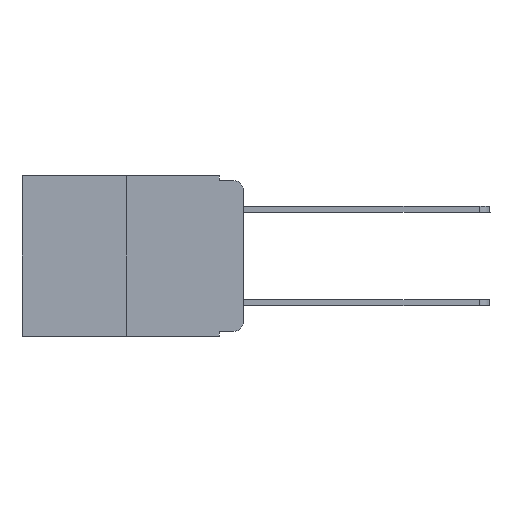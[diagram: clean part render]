
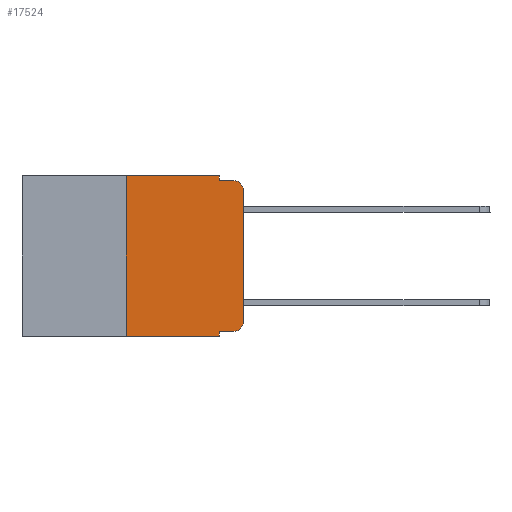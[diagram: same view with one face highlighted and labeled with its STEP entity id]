
A CAD part, left-side view. The second image highlights one B-rep face of the part: STEP entity #17524.
In plain terms, the highlighted planar face has unit normal (-1, 0, 0).
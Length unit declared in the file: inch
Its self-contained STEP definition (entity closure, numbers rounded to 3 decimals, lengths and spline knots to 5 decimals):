
#249 = EDGE_CURVE ( 'NONE', #16804, #23245, #21282, .T. ) ;
#301 = DIRECTION ( 'NONE',  ( 0., 0., 1. ) ) ;
#439 = CARTESIAN_POINT ( 'NONE',  ( 0., 0.02, -0.01 ) ) ;
#760 = VERTEX_POINT ( 'NONE', #5897 ) ;
#1068 = LINE ( 'NONE', #3919, #10478 ) ;
#1130 = DIRECTION ( 'NONE',  ( 0., 0., -1. ) ) ;
#1920 = CARTESIAN_POINT ( 'NONE',  ( 0., 0.473, -0.343 ) ) ;
#2234 = LINE ( 'NONE', #12460, #2566 ) ;
#2566 = VECTOR ( 'NONE', #22506, 39.37008 ) ;
#2756 = CARTESIAN_POINT ( 'NONE',  ( 0., 0.02, -0.03 ) ) ;
#2950 = DIRECTION ( 'NONE',  ( 0., 0., -1. ) ) ;
#3231 = EDGE_CURVE ( 'NONE', #16370, #8877, #17971, .T. ) ;
#3264 = EDGE_CURVE ( 'NONE', #760, #6424, #1068, .T. ) ;
#3522 = ORIENTED_EDGE ( 'NONE', *, *, #7930, .T. ) ;
#3585 = CARTESIAN_POINT ( 'NONE',  ( 0., 0., -0.03 ) ) ;
#3919 = CARTESIAN_POINT ( 'NONE',  ( 0., 0.051, -0.333 ) ) ;
#4024 = FACE_OUTER_BOUND ( 'NONE', #18713, .T. ) ;
#4166 = DIRECTION ( 'NONE',  ( 0., -1., 0. ) ) ;
#4224 = VECTOR ( 'NONE', #301, 39.37008 ) ;
#4572 = ORIENTED_EDGE ( 'NONE', *, *, #7397, .T. ) ;
#4645 = ORIENTED_EDGE ( 'NONE', *, *, #6975, .F. ) ;
#5054 = EDGE_CURVE ( 'NONE', #25416, #9170, #2234, .T. ) ;
#5268 = LINE ( 'NONE', #13565, #15312 ) ;
#5612 = CARTESIAN_POINT ( 'NONE',  ( 0., 0.473, 0. ) ) ;
#5897 = CARTESIAN_POINT ( 'NONE',  ( 0., 0.051, -0.333 ) ) ;
#6092 = LINE ( 'NONE', #18879, #21420 ) ;
#6229 = CARTESIAN_POINT ( 'NONE',  ( 0., 0.25, -0.343 ) ) ;
#6424 = VERTEX_POINT ( 'NONE', #7857 ) ;
#6774 = DIRECTION ( 'NONE',  ( 0., 0., -1. ) ) ;
#6787 = DIRECTION ( 'NONE',  ( -1., 0., 0. ) ) ;
#6975 = EDGE_CURVE ( 'NONE', #23245, #25416, #5268, .T. ) ;
#7263 = CARTESIAN_POINT ( 'NONE',  ( 0., 0.25, 0. ) ) ;
#7397 = EDGE_CURVE ( 'NONE', #11328, #9607, #24289, .T. ) ;
#7534 = ORIENTED_EDGE ( 'NONE', *, *, #3231, .T. ) ;
#7845 = PLANE ( 'NONE',  #12288 ) ;
#7857 = CARTESIAN_POINT ( 'NONE',  ( 0., 0.02, -0.333 ) ) ;
#7930 = EDGE_CURVE ( 'NONE', #9607, #9170, #24249, .T. ) ;
#8466 = ORIENTED_EDGE ( 'NONE', *, *, #3264, .T. ) ;
#8877 = VERTEX_POINT ( 'NONE', #11825 ) ;
#9170 = VERTEX_POINT ( 'NONE', #439 ) ;
#9190 = EDGE_CURVE ( 'NONE', #760, #8877, #6092, .T. ) ;
#9607 = VERTEX_POINT ( 'NONE', #3585 ) ;
#10478 = VECTOR ( 'NONE', #17928, 39.37008 ) ;
#11218 = CARTESIAN_POINT ( 'NONE',  ( 0., 0.051, -0.01 ) ) ;
#11328 = VERTEX_POINT ( 'NONE', #19236 ) ;
#11825 = CARTESIAN_POINT ( 'NONE',  ( 0., 0.051, -0.343 ) ) ;
#12005 = DIRECTION ( 'NONE',  ( 0., 0., -1. ) ) ;
#12288 = AXIS2_PLACEMENT_3D ( 'NONE', #21669, #23552, #12005 ) ;
#12460 = CARTESIAN_POINT ( 'NONE',  ( 0., 0.051, -0.01 ) ) ;
#12956 = ORIENTED_EDGE ( 'NONE', *, *, #24562, .F. ) ;
#13080 = CARTESIAN_POINT ( 'NONE',  ( 0., 0., 0. ) ) ;
#13565 = CARTESIAN_POINT ( 'NONE',  ( 0., 0.051, 0. ) ) ;
#13706 = DIRECTION ( 'NONE',  ( 0., -1., 0. ) ) ;
#14785 = CARTESIAN_POINT ( 'NONE',  ( 0., 0.02, -0.313 ) ) ;
#15055 = DIRECTION ( 'NONE',  ( 0., 0., 1. ) ) ;
#15233 = LINE ( 'NONE', #16149, #4224 ) ;
#15312 = VECTOR ( 'NONE', #19390, 39.37008 ) ;
#15415 = ORIENTED_EDGE ( 'NONE', *, *, #5054, .F. ) ;
#15683 = VECTOR ( 'NONE', #13706, 39.37008 ) ;
#15694 = CIRCLE ( 'NONE', #21491, 0.02 ) ;
#16149 = CARTESIAN_POINT ( 'NONE',  ( 0., 0.25, 0. ) ) ;
#16370 = VERTEX_POINT ( 'NONE', #6229 ) ;
#16804 = VERTEX_POINT ( 'NONE', #7263 ) ;
#17524 = ADVANCED_FACE ( 'NONE', ( #4024 ), #7845, .F. ) ;
#17597 = ORIENTED_EDGE ( 'NONE', *, *, #21300, .T. ) ;
#17928 = DIRECTION ( 'NONE',  ( 0., -1., 0. ) ) ;
#17971 = LINE ( 'NONE', #1920, #19219 ) ;
#18713 = EDGE_LOOP ( 'NONE', ( #4572, #3522, #15415, #4645, #24681, #12956, #7534, #20515, #8466, #17597 ) ) ;
#18879 = CARTESIAN_POINT ( 'NONE',  ( 0., 0.051, 0. ) ) ;
#19219 = VECTOR ( 'NONE', #4166, 39.37008 ) ;
#19236 = CARTESIAN_POINT ( 'NONE',  ( 0., 0., -0.313 ) ) ;
#19390 = DIRECTION ( 'NONE',  ( 0., 0., -1. ) ) ;
#20515 = ORIENTED_EDGE ( 'NONE', *, *, #9190, .F. ) ;
#21282 = LINE ( 'NONE', #5612, #15683 ) ;
#21300 = EDGE_CURVE ( 'NONE', #6424, #11328, #15694, .T. ) ;
#21420 = VECTOR ( 'NONE', #1130, 39.37008 ) ;
#21491 = AXIS2_PLACEMENT_3D ( 'NONE', #14785, #6787, #2950 ) ;
#21669 = CARTESIAN_POINT ( 'NONE',  ( 0., 0.473, 0. ) ) ;
#21820 = VECTOR ( 'NONE', #15055, 39.37008 ) ;
#22506 = DIRECTION ( 'NONE',  ( 0., -1., 0. ) ) ;
#23245 = VERTEX_POINT ( 'NONE', #23975 ) ;
#23552 = DIRECTION ( 'NONE',  ( 1., 0., 0. ) ) ;
#23975 = CARTESIAN_POINT ( 'NONE',  ( 0., 0.051, 0. ) ) ;
#24249 = CIRCLE ( 'NONE', #25097, 0.02 ) ;
#24289 = LINE ( 'NONE', #13080, #21820 ) ;
#24562 = EDGE_CURVE ( 'NONE', #16370, #16804, #15233, .T. ) ;
#24681 = ORIENTED_EDGE ( 'NONE', *, *, #249, .F. ) ;
#25094 = DIRECTION ( 'NONE',  ( -1., 0., 0. ) ) ;
#25097 = AXIS2_PLACEMENT_3D ( 'NONE', #2756, #25094, #6774 ) ;
#25416 = VERTEX_POINT ( 'NONE', #11218 ) ;
